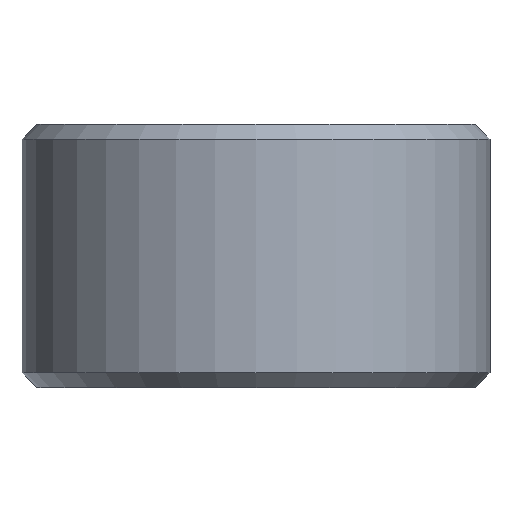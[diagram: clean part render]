
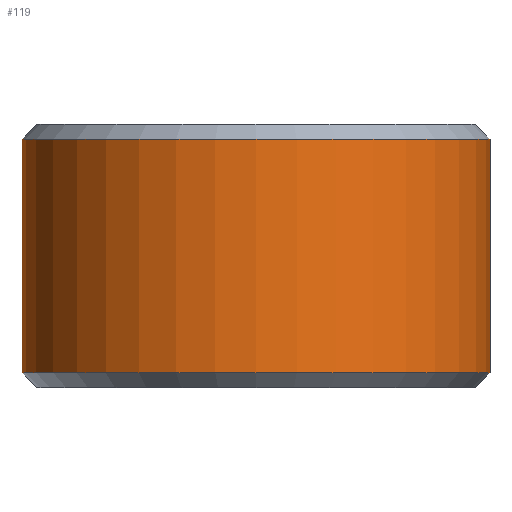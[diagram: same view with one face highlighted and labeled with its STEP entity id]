
A CAD part, front view. The second image highlights one B-rep face of the part: STEP entity #119.
In plain terms, the highlighted cylindrical face has radius 6.35 mm (diameter 12.7 mm), a full revolution.
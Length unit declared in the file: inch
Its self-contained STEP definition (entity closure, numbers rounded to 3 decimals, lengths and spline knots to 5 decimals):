
#21=CIRCLE($,#134,0.25);
#22=CIRCLE($,#135,0.25);
#30=FACE_BOUND($,#53,.T.);
#31=FACE_BOUND($,#54,.T.);
#40=FACE_OUTER_BOUND($,#52,.T.);
#52=EDGE_LOOP($,(#98));
#53=EDGE_LOOP($,(#99));
#54=EDGE_LOOP($,(#100,#101));
#67=B_SPLINE_CURVE_WITH_KNOTS($,3,(#186,#187,#188,#189,#190,#191,#192,#193,
#194,#195,#196,#197,#198,#199,#200,#201,#202,#203),.UNSPECIFIED.,.F.,.F.,
(4,2,2,2,2,2,2,2,4),(0.25001,0.3125,0.375,
0.43751,0.50001,0.56252,0.62503,
0.68752,0.75002),.UNSPECIFIED.);
#68=B_SPLINE_CURVE_WITH_KNOTS($,3,(#204,#205,#206,#207,#208,#209,#210,#211,
#212,#213,#214,#215,#216,#217,#218,#219,#220,#221,#222),.UNSPECIFIED.,.F.,
 .F.,(4,2,2,2,3,2,2,2,4),(0.75002,0.81252,0.87501,
0.93752,1.00003,1.06253,1.12504,1.18754,
1.25003),.UNSPECIFIED.);
#70=VERTEX_POINT($,#184);
#71=VERTEX_POINT($,#185);
#75=VERTEX_POINT($,#264);
#76=VERTEX_POINT($,#266);
#81=EDGE_CURVE($,#70,#71,#67,.T.);
#82=EDGE_CURVE($,#71,#70,#68,.T.);
#86=EDGE_CURVE($,#75,#75,#21,.T.);
#87=EDGE_CURVE($,#76,#76,#22,.T.);
#98=ORIENTED_EDGE($,*,*,#86,.F.);
#99=ORIENTED_EDGE($,*,*,#87,.F.);
#100=ORIENTED_EDGE($,*,*,#81,.T.);
#101=ORIENTED_EDGE($,*,*,#82,.T.);
#116=CYLINDRICAL_SURFACE($,#133,0.25);
#119=ADVANCED_FACE($,(#40,#30,#31),#116,.T.);
#133=AXIS2_PLACEMENT_3D($,#263,#156,#157);
#134=AXIS2_PLACEMENT_3D($,#265,#158,#159);
#135=AXIS2_PLACEMENT_3D($,#267,#160,#161);
#156=DIRECTION('center_axis',(0.,0.,-1.));
#157=DIRECTION('ref_axis',(-1.,0.,0.));
#158=DIRECTION('center_axis',(0.,0.,-1.));
#159=DIRECTION('ref_axis',(-1.,0.,0.));
#160=DIRECTION('center_axis',(0.,0.,1.));
#161=DIRECTION('ref_axis',(-1.,0.,0.));
#184=CARTESIAN_POINT('',(0.,0.25,-0.0755));
#185=CARTESIAN_POINT('',(0.,0.25,-0.2055));
#186=CARTESIAN_POINT('Ctrl Pts',(0.,0.25,-0.0755));
#187=CARTESIAN_POINT('Ctrl Pts',(-0.0082,0.25,-0.0755));
#188=CARTESIAN_POINT('Ctrl Pts',(-0.01692,0.24956,
-0.07715));
#189=CARTESIAN_POINT('Ctrl Pts',(-0.03293,0.24795,
-0.08379));
#190=CARTESIAN_POINT('Ctrl Pts',(-0.04021,0.24681,
-0.08879));
#191=CARTESIAN_POINT('Ctrl Pts',(-0.05171,0.24466,
-0.10029));
#192=CARTESIAN_POINT('Ctrl Pts',(-0.05671,0.24351,
-0.10757));
#193=CARTESIAN_POINT('Ctrl Pts',(-0.06335,0.24186,
-0.12357));
#194=CARTESIAN_POINT('Ctrl Pts',(-0.065,0.2414,-0.1323));
#195=CARTESIAN_POINT('Ctrl Pts',(-0.065,0.2414,-0.1487));
#196=CARTESIAN_POINT('Ctrl Pts',(-0.06335,0.24186,
-0.15743));
#197=CARTESIAN_POINT('Ctrl Pts',(-0.05671,0.24351,
-0.17343));
#198=CARTESIAN_POINT('Ctrl Pts',(-0.05171,0.24466,
-0.18071));
#199=CARTESIAN_POINT('Ctrl Pts',(-0.04021,0.24681,
-0.19221));
#200=CARTESIAN_POINT('Ctrl Pts',(-0.03293,0.24795,
-0.19721));
#201=CARTESIAN_POINT('Ctrl Pts',(-0.01692,0.24956,
-0.20385));
#202=CARTESIAN_POINT('Ctrl Pts',(-0.0082,0.25,-0.2055));
#203=CARTESIAN_POINT('Ctrl Pts',(0.,0.25,-0.2055));
#204=CARTESIAN_POINT('Ctrl Pts',(0.,0.25,-0.2055));
#205=CARTESIAN_POINT('Ctrl Pts',(0.0082,0.25,-0.2055));
#206=CARTESIAN_POINT('Ctrl Pts',(0.01692,0.24956,-0.20385));
#207=CARTESIAN_POINT('Ctrl Pts',(0.03293,0.24795,-0.19721));
#208=CARTESIAN_POINT('Ctrl Pts',(0.04021,0.24681,-0.19221));
#209=CARTESIAN_POINT('Ctrl Pts',(0.05171,0.24466,-0.18071));
#210=CARTESIAN_POINT('Ctrl Pts',(0.05671,0.24351,-0.17343));
#211=CARTESIAN_POINT('Ctrl Pts',(0.06335,0.24186,-0.15743));
#212=CARTESIAN_POINT('Ctrl Pts',(0.065,0.2414,-0.1487));
#213=CARTESIAN_POINT('Ctrl Pts',(0.065,0.2414,-0.1405));
#214=CARTESIAN_POINT('Ctrl Pts',(0.065,0.2414,-0.1323));
#215=CARTESIAN_POINT('Ctrl Pts',(0.06335,0.24186,-0.12357));
#216=CARTESIAN_POINT('Ctrl Pts',(0.05671,0.24351,-0.10757));
#217=CARTESIAN_POINT('Ctrl Pts',(0.05171,0.24466,-0.10029));
#218=CARTESIAN_POINT('Ctrl Pts',(0.04021,0.24681,-0.08879));
#219=CARTESIAN_POINT('Ctrl Pts',(0.03293,0.24795,-0.08379));
#220=CARTESIAN_POINT('Ctrl Pts',(0.01692,0.24956,-0.07715));
#221=CARTESIAN_POINT('Ctrl Pts',(0.0082,0.25,-0.0755));
#222=CARTESIAN_POINT('Ctrl Pts',(0.,0.25,-0.0755));
#263=CARTESIAN_POINT('Origin',(0.,0.,0.));
#264=CARTESIAN_POINT('',(0.25,0.,-0.26538));
#265=CARTESIAN_POINT('Origin',(0.,0.,-0.26538));
#266=CARTESIAN_POINT('',(0.25,0.,-0.01563));
#267=CARTESIAN_POINT('Origin',(0.,0.,-0.01563));
